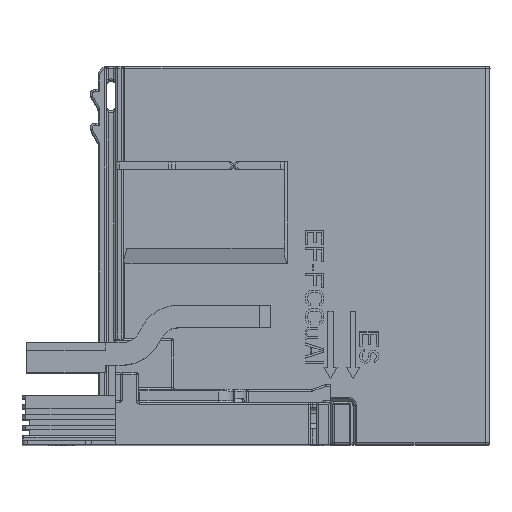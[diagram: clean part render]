
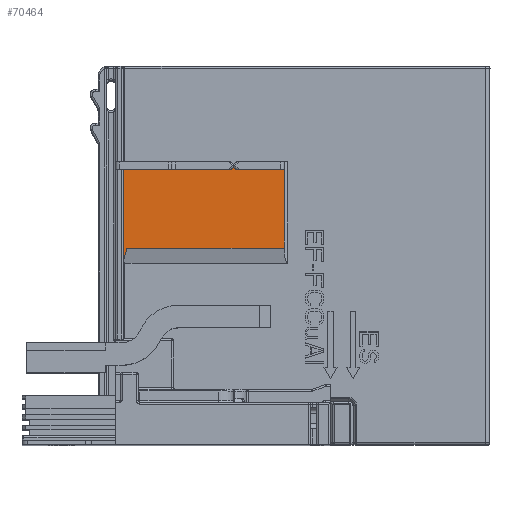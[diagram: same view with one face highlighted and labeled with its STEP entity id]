
A CAD part, top view. The second image highlights one B-rep face of the part: STEP entity #70464.
In plain terms, the highlighted planar face has unit normal (0, 0, 1).
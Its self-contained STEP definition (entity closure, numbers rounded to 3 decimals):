
#4978=DIRECTION('',(-0.243,-0.97,0.));
#4979=VECTOR('',#4978,4.123);
#4980=CARTESIAN_POINT('',(85.997,19.602,-21.05));
#4981=LINE('',#4980,#4979);
#4982=DIRECTION('',(0.,1.,0.));
#4983=VECTOR('',#4982,25.);
#4984=CARTESIAN_POINT('',(84.997,15.602,-21.05));
#4985=LINE('',#4984,#4983);
#4986=DIRECTION('',(1.,0.,0.));
#4987=VECTOR('',#4986,28.615);
#4988=CARTESIAN_POINT('',(84.997,40.602,-21.05));
#4989=LINE('',#4988,#4987);
#4990=CARTESIAN_POINT('',(113.611,41.102,-21.05));
#4991=DIRECTION('',(0.,0.,1.));
#4992=DIRECTION('',(0.,-1.,0.));
#4993=AXIS2_PLACEMENT_3D('',#4990,#4991,#4992);
#4995=DIRECTION('',(0.781,0.625,0.));
#4996=VECTOR('',#4995,0.785);
#4997=CARTESIAN_POINT('',(113.923,40.711,-21.05));
#4998=LINE('',#4997,#4996);
#4999=DIRECTION('',(0.781,-0.625,0.));
#5000=VECTOR('',#4999,0.785);
#5001=CARTESIAN_POINT('',(114.537,41.202,-21.05));
#5002=LINE('',#5001,#5000);
#5003=CARTESIAN_POINT('',(115.462,41.102,-21.05));
#5004=DIRECTION('',(0.,0.,1.));
#5005=DIRECTION('',(-0.625,-0.781,0.));
#5006=AXIS2_PLACEMENT_3D('',#5003,#5004,#5005);
#5008=DIRECTION('',(1.,0.,0.));
#5009=VECTOR('',#5008,12.535);
#5010=CARTESIAN_POINT('',(115.462,40.602,-21.05));
#5011=LINE('',#5010,#5009);
#5030=DIRECTION('',(1.,0.,0.));
#5031=VECTOR('',#5030,42.);
#5032=CARTESIAN_POINT('',(85.997,19.602,-21.05));
#5033=LINE('',#5032,#5031);
#5636=DIRECTION('',(0.,1.,0.));
#5637=VECTOR('',#5636,21.);
#5638=CARTESIAN_POINT('',(127.997,19.602,-21.051));
#5639=LINE('',#5638,#5637);
#62027=CARTESIAN_POINT('',(84.997,40.602,
-21.05));
#62028=CARTESIAN_POINT('',(113.611,40.602,
-21.05));
#62029=VERTEX_POINT('',#62027);
#62030=VERTEX_POINT('',#62028);
#62055=CARTESIAN_POINT('',(115.462,40.602,
-21.05));
#62056=CARTESIAN_POINT('',(127.997,40.602,
-21.051));
#62057=VERTEX_POINT('',#62055);
#62058=VERTEX_POINT('',#62056);
#63135=CARTESIAN_POINT('',(84.997,15.602,
-21.05));
#63137=VERTEX_POINT('',#63135);
#63141=CARTESIAN_POINT('',(85.997,19.602,
-21.05));
#63142=VERTEX_POINT('',#63141);
#63143=CARTESIAN_POINT('',(127.997,19.602,
-21.051));
#63144=VERTEX_POINT('',#63143);
#63156=CARTESIAN_POINT('',(115.15,40.711,
-21.05));
#63157=VERTEX_POINT('',#63156);
#63158=CARTESIAN_POINT('',(114.537,41.202,
-21.05));
#63159=VERTEX_POINT('',#63158);
#63162=CARTESIAN_POINT('',(113.923,40.711,
-21.05));
#63163=VERTEX_POINT('',#63162);
#70438=CARTESIAN_POINT('',(106.497,28.402,
-21.05));
#70439=DIRECTION('',(0.,0.,1.));
#70440=DIRECTION('',(0.,1.,0.));
#70441=AXIS2_PLACEMENT_3D('',#70438,#70439,#70440);
#70442=PLANE('',#70441);
#70444=ORIENTED_EDGE('',*,*,#70443,.F.);
#70446=ORIENTED_EDGE('',*,*,#70445,.T.);
#70448=ORIENTED_EDGE('',*,*,#70447,.T.);
#70449=ORIENTED_EDGE('',*,*,#70409,.T.);
#70451=ORIENTED_EDGE('',*,*,#70450,.T.);
#70453=ORIENTED_EDGE('',*,*,#70452,.T.);
#70455=ORIENTED_EDGE('',*,*,#70454,.T.);
#70457=ORIENTED_EDGE('',*,*,#70456,.T.);
#70459=ORIENTED_EDGE('',*,*,#70458,.T.);
#70461=ORIENTED_EDGE('',*,*,#70460,.F.);
#70462=EDGE_LOOP('',(#70444,#70446,#70448,#70449,#70451,#70453,#70455,#70457,
#70459,#70461));
#70463=FACE_OUTER_BOUND('',#70462,.F.);
#4994=CIRCLE('',#4993,0.5);
#5007=CIRCLE('',#5006,0.5);
#70409=EDGE_CURVE('',#62029,#62030,#4989,.T.);
#70443=EDGE_CURVE('',#63142,#63144,#5033,.T.);
#70445=EDGE_CURVE('',#63142,#63137,#4981,.T.);
#70447=EDGE_CURVE('',#63137,#62029,#4985,.T.);
#70450=EDGE_CURVE('',#62030,#63163,#4994,.T.);
#70452=EDGE_CURVE('',#63163,#63159,#4998,.T.);
#70454=EDGE_CURVE('',#63159,#63157,#5002,.T.);
#70456=EDGE_CURVE('',#63157,#62057,#5007,.T.);
#70458=EDGE_CURVE('',#62057,#62058,#5011,.T.);
#70460=EDGE_CURVE('',#63144,#62058,#5639,.T.);
#70464=ADVANCED_FACE('',(#70463),#70442,.T.);
